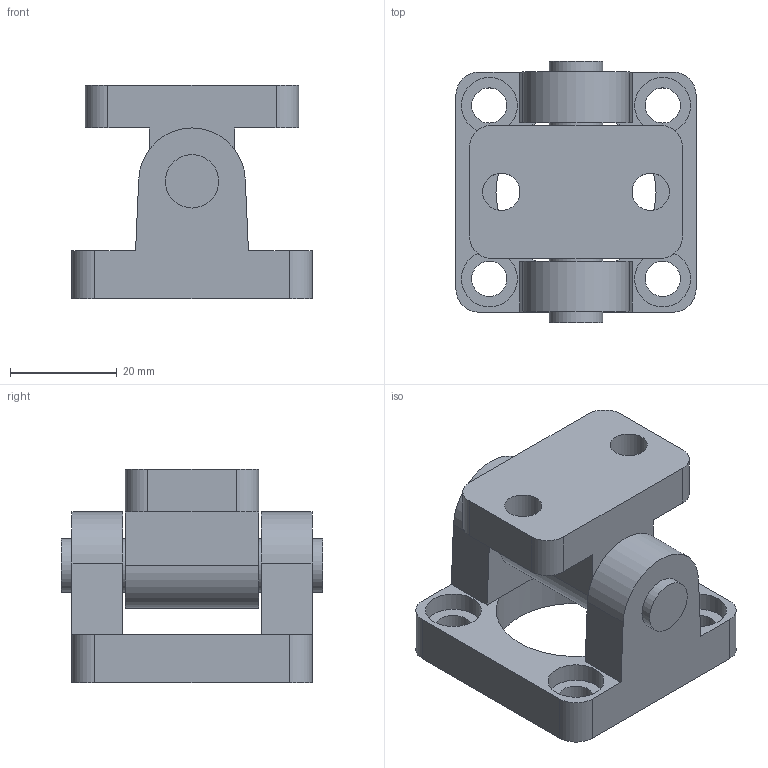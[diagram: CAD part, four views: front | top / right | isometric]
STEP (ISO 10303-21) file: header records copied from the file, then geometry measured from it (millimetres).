
FILE_DESCRIPTION((''),'2;1');
FILE_NAME('1380_32_10F.stp','2006-07-12T12:07:25',('rivolro1'),(''),'Autodesk Inventor 11','Autodesk Inventor 11','');
FILE_SCHEMA(('AUTOMOTIVE_DESIGN { 1 0 10303 214 1 1 1 1 }'));
Length unit declared in the file: millimetre
Products named in the file (3): 1380_32_10F; 1380_32_10F(B); 1380_32_09F
Assembly tree (2 placements, depth 2):
  1380_32_10F
    1380_32_10F(B)
    1380_32_09F
Bounding box: 45 x 49 x 40 mm (x, y, z)
Volume: 32702 mm3; surface area: 13832.2 mm2
Topology: 2 solids, 2 shells, 56 faces, 137 edges, 90 vertices
Faces by surface type: plane 24, cylinder 17, bspline 15
Full cylindrical faces by diameter (mm): 7 x2, 8 x1, 10 x3
Entity records: 1816 total; most frequent: CARTESIAN_POINT 442, DIRECTION 268, ORIENTED_EDGE 242, EDGE_CURVE 121, AXIS2_PLACEMENT_3D 101, EDGE_LOOP 94, VERTEX_POINT 89, VECTOR 66
